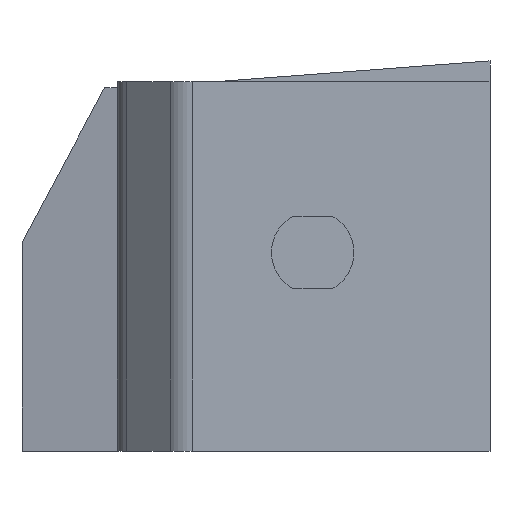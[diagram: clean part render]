
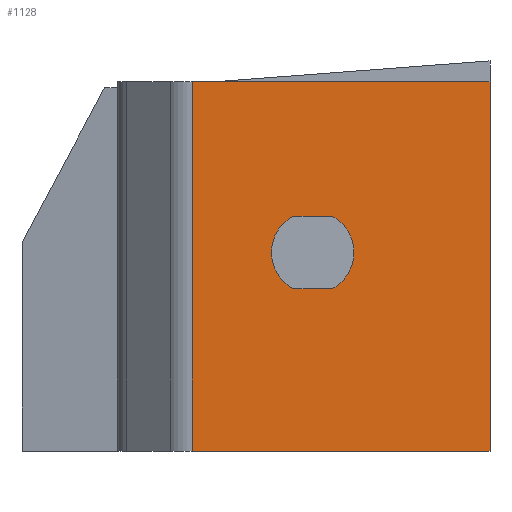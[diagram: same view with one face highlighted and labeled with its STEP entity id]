
A CAD part, front view. The second image highlights one B-rep face of the part: STEP entity #1128.
In plain terms, the highlighted planar face has unit normal (0, -1, 0).
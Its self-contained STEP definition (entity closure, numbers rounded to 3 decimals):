
#13=FACE_BOUND('',#154,.T.);
#40=CIRCLE('',#1201,4.);
#41=CIRCLE('',#1202,4.);
#92=FACE_OUTER_BOUND('',#153,.T.);
#153=EDGE_LOOP('',(#887,#888,#889,#890));
#154=EDGE_LOOP('',(#891,#892,#893,#894));
#272=LINE('',#1734,#410);
#273=LINE('',#1736,#411);
#274=LINE('',#1738,#412);
#275=LINE('',#1739,#413);
#276=LINE('',#1742,#414);
#277=LINE('',#1746,#415);
#410=VECTOR('',#1414,10.);
#411=VECTOR('',#1415,10.);
#412=VECTOR('',#1416,10.);
#413=VECTOR('',#1417,10.);
#414=VECTOR('',#1418,10.);
#415=VECTOR('',#1421,10.);
#525=VERTEX_POINT('',#1732);
#526=VERTEX_POINT('',#1733);
#527=VERTEX_POINT('',#1735);
#528=VERTEX_POINT('',#1737);
#529=VERTEX_POINT('',#1740);
#530=VERTEX_POINT('',#1741);
#531=VERTEX_POINT('',#1743);
#532=VERTEX_POINT('',#1745);
#660=EDGE_CURVE('',#525,#526,#272,.T.);
#661=EDGE_CURVE('',#525,#527,#273,.T.);
#662=EDGE_CURVE('',#528,#527,#274,.T.);
#663=EDGE_CURVE('',#526,#528,#275,.T.);
#664=EDGE_CURVE('',#529,#530,#276,.T.);
#665=EDGE_CURVE('',#530,#531,#40,.T.);
#666=EDGE_CURVE('',#531,#532,#277,.T.);
#667=EDGE_CURVE('',#532,#529,#41,.T.);
#887=ORIENTED_EDGE('',*,*,#660,.F.);
#888=ORIENTED_EDGE('',*,*,#661,.T.);
#889=ORIENTED_EDGE('',*,*,#662,.F.);
#890=ORIENTED_EDGE('',*,*,#663,.F.);
#891=ORIENTED_EDGE('',*,*,#664,.T.);
#892=ORIENTED_EDGE('',*,*,#665,.T.);
#893=ORIENTED_EDGE('',*,*,#666,.T.);
#894=ORIENTED_EDGE('',*,*,#667,.T.);
#1073=PLANE('',#1200);
#1128=ADVANCED_FACE('',(#92,#13),#1073,.T.);
#1200=AXIS2_PLACEMENT_3D('',#1731,#1412,#1413);
#1201=AXIS2_PLACEMENT_3D('',#1744,#1419,#1420);
#1202=AXIS2_PLACEMENT_3D('',#1747,#1422,#1423);
#1412=DIRECTION('center_axis',(0.,-1.,0.));
#1413=DIRECTION('ref_axis',(0.,0.,-1.));
#1414=DIRECTION('',(0.,0.,1.));
#1415=DIRECTION('',(1.,0.,0.));
#1416=DIRECTION('',(0.,0.,-1.));
#1417=DIRECTION('',(1.,0.,0.));
#1418=DIRECTION('',(-1.,0.,0.));
#1419=DIRECTION('center_axis',(0.,1.,0.));
#1420=DIRECTION('ref_axis',(1.,0.,0.));
#1421=DIRECTION('',(1.,0.,0.));
#1422=DIRECTION('center_axis',(0.,1.,0.));
#1423=DIRECTION('ref_axis',(1.,0.,0.));
#1731=CARTESIAN_POINT('Origin',(83.513,-28.8,21.453));
#1732=CARTESIAN_POINT('',(90.755,-28.8,7.253));
#1733=CARTESIAN_POINT('',(90.755,-28.8,43.053));
#1734=CARTESIAN_POINT('',(90.755,-28.8,21.453));
#1735=CARTESIAN_POINT('',(119.6,-28.8,7.253));
#1736=CARTESIAN_POINT('',(115.6,-28.8,7.253));
#1737=CARTESIAN_POINT('',(119.6,-28.8,43.053));
#1738=CARTESIAN_POINT('',(119.6,-28.8,19.253));
#1739=CARTESIAN_POINT('',(115.6,-28.8,43.053));
#1740=CARTESIAN_POINT('',(104.367,-28.8,23.));
#1741=CARTESIAN_POINT('',(100.494,-28.8,23.));
#1742=CARTESIAN_POINT('',(93.94,-28.8,23.));
#1743=CARTESIAN_POINT('',(100.494,-28.8,30.));
#1744=CARTESIAN_POINT('Origin',(102.43,-28.8,26.5));
#1745=CARTESIAN_POINT('',(104.367,-28.8,30.));
#1746=CARTESIAN_POINT('',(92.003,-28.8,30.));
#1747=CARTESIAN_POINT('Origin',(102.43,-28.8,26.5));
